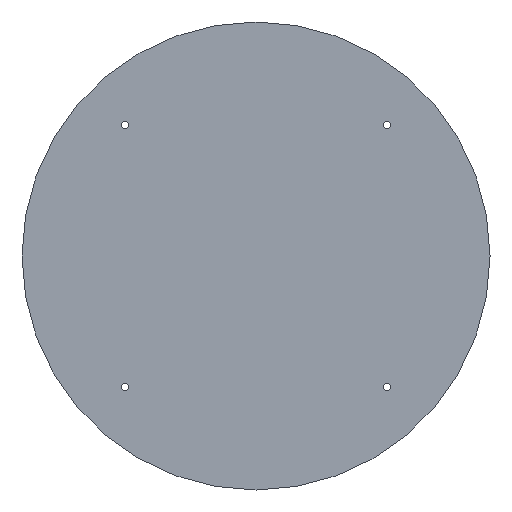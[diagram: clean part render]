
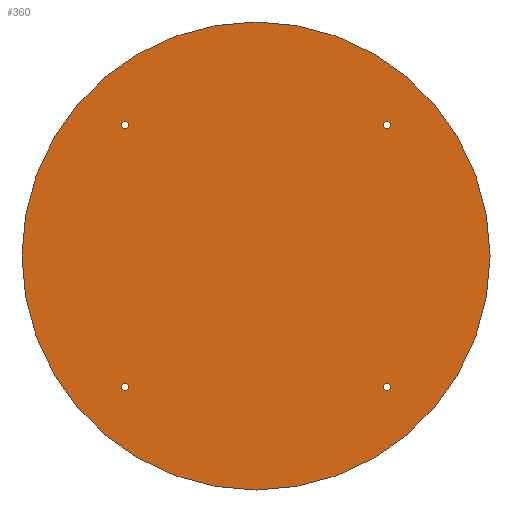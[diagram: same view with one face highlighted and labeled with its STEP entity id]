
A CAD part, front view. The second image highlights one B-rep face of the part: STEP entity #360.
In plain terms, the highlighted planar face has unit normal (0, -1, 0).
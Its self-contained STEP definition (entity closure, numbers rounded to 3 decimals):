
#11 = VERTEX_POINT ( 'NONE', #463 ) ;
#29 = CARTESIAN_POINT ( 'NONE',  ( 105., 0., -102. ) ) ;
#31 = EDGE_CURVE ( 'NONE', #878, #11, #231, .T. ) ;
#39 = DIRECTION ( 'NONE',  ( 0., 0., 1. ) ) ;
#47 = CARTESIAN_POINT ( 'NONE',  ( 105., 0., 108. ) ) ;
#75 = CARTESIAN_POINT ( 'NONE',  ( 105., 0., -108. ) ) ;
#84 = ORIENTED_EDGE ( 'NONE', *, *, #724, .T. ) ;
#110 = AXIS2_PLACEMENT_3D ( 'NONE', #204, #321, #337 ) ;
#119 = DIRECTION ( 'NONE',  ( 0., 1., 0. ) ) ;
#137 = EDGE_CURVE ( 'NONE', #957, #853, #1127, .T. ) ;
#138 = AXIS2_PLACEMENT_3D ( 'NONE', #1012, #119, #39 ) ;
#156 = VERTEX_POINT ( 'NONE', #474 ) ;
#158 = ORIENTED_EDGE ( 'NONE', *, *, #817, .T. ) ;
#165 = ORIENTED_EDGE ( 'NONE', *, *, #232, .T. ) ;
#170 = CARTESIAN_POINT ( 'NONE',  ( -105., 0., -102. ) ) ;
#175 = EDGE_LOOP ( 'NONE', ( #861, #1073 ) ) ;
#186 = DIRECTION ( 'NONE',  ( 0., 0., 1. ) ) ;
#204 = CARTESIAN_POINT ( 'NONE',  ( 105., 0., 105. ) ) ;
#209 = AXIS2_PLACEMENT_3D ( 'NONE', #233, #661, #900 ) ;
#210 = CARTESIAN_POINT ( 'NONE',  ( 0., 0., 0. ) ) ;
#222 = CIRCLE ( 'NONE', #394, 3. ) ;
#231 = CIRCLE ( 'NONE', #275, 187.5 ) ;
#232 = EDGE_CURVE ( 'NONE', #535, #709, #1146, .T. ) ;
#233 = CARTESIAN_POINT ( 'NONE',  ( 105., 0., 105. ) ) ;
#239 = CARTESIAN_POINT ( 'NONE',  ( -105., 0., 108. ) ) ;
#259 = CIRCLE ( 'NONE', #209, 3. ) ;
#262 = CARTESIAN_POINT ( 'NONE',  ( -105., 0., 102. ) ) ;
#264 = DIRECTION ( 'NONE',  ( 0., 1., 0. ) ) ;
#275 = AXIS2_PLACEMENT_3D ( 'NONE', #967, #457, #186 ) ;
#283 = CIRCLE ( 'NONE', #110, 3. ) ;
#302 = DIRECTION ( 'NONE',  ( 0., 1., 0. ) ) ;
#306 = FACE_BOUND ( 'NONE', #1113, .T. ) ;
#321 = DIRECTION ( 'NONE',  ( 0., 1., 0. ) ) ;
#323 = ORIENTED_EDGE ( 'NONE', *, *, #1024, .T. ) ;
#325 = CIRCLE ( 'NONE', #1145, 3. ) ;
#337 = DIRECTION ( 'NONE',  ( 0., 0., 1. ) ) ;
#359 = CARTESIAN_POINT ( 'NONE',  ( 0., 0., 187.5 ) ) ;
#360 = ADVANCED_FACE ( 'NONE', ( #745, #498, #1100, #306, #1086 ), #1000, .F. ) ;
#375 = CARTESIAN_POINT ( 'NONE',  ( -105., 0., -105. ) ) ;
#394 = AXIS2_PLACEMENT_3D ( 'NONE', #641, #1015, #744 ) ;
#405 = DIRECTION ( 'NONE',  ( 0., 0., 1. ) ) ;
#420 = EDGE_CURVE ( 'NONE', #853, #957, #325, .T. ) ;
#457 = DIRECTION ( 'NONE',  ( 0., 1., 0. ) ) ;
#463 = CARTESIAN_POINT ( 'NONE',  ( 0., 0., -187.5 ) ) ;
#466 = DIRECTION ( 'NONE',  ( 0., 0., 1. ) ) ;
#474 = CARTESIAN_POINT ( 'NONE',  ( 105., 0., 102. ) ) ;
#480 = DIRECTION ( 'NONE',  ( 0., 0., 1. ) ) ;
#494 = DIRECTION ( 'NONE',  ( 0., 1., 0. ) ) ;
#496 = DIRECTION ( 'NONE',  ( 0., 1., 0. ) ) ;
#498 = FACE_BOUND ( 'NONE', #849, .T. ) ;
#501 = CARTESIAN_POINT ( 'NONE',  ( 0., 0., 0. ) ) ;
#505 = EDGE_CURVE ( 'NONE', #709, #535, #1069, .T. ) ;
#507 = ORIENTED_EDGE ( 'NONE', *, *, #730, .T. ) ;
#509 = CARTESIAN_POINT ( 'NONE',  ( -105., 0., 105. ) ) ;
#535 = VERTEX_POINT ( 'NONE', #75 ) ;
#543 = CIRCLE ( 'NONE', #883, 3. ) ;
#560 = DIRECTION ( 'NONE',  ( 0., 0., 1. ) ) ;
#562 = DIRECTION ( 'NONE',  ( 0., 1., 0. ) ) ;
#584 = AXIS2_PLACEMENT_3D ( 'NONE', #1045, #494, #466 ) ;
#585 = EDGE_LOOP ( 'NONE', ( #697, #1047 ) ) ;
#619 = DIRECTION ( 'NONE',  ( 0., 0., 1. ) ) ;
#641 = CARTESIAN_POINT ( 'NONE',  ( -105., 0., -105. ) ) ;
#645 = CARTESIAN_POINT ( 'NONE',  ( -105., 0., -108. ) ) ;
#661 = DIRECTION ( 'NONE',  ( 0., 1., 0. ) ) ;
#678 = VERTEX_POINT ( 'NONE', #645 ) ;
#680 = DIRECTION ( 'NONE',  ( 0., 1., 0. ) ) ;
#697 = ORIENTED_EDGE ( 'NONE', *, *, #742, .F. ) ;
#709 = VERTEX_POINT ( 'NONE', #29 ) ;
#724 = EDGE_CURVE ( 'NONE', #891, #678, #222, .T. ) ;
#730 = EDGE_CURVE ( 'NONE', #777, #156, #259, .T. ) ;
#742 = EDGE_CURVE ( 'NONE', #11, #878, #749, .T. ) ;
#744 = DIRECTION ( 'NONE',  ( 0., 0., 1. ) ) ;
#745 = FACE_BOUND ( 'NONE', #175, .T. ) ;
#749 = CIRCLE ( 'NONE', #905, 187.5 ) ;
#758 = EDGE_LOOP ( 'NONE', ( #806, #165 ) ) ;
#774 = AXIS2_PLACEMENT_3D ( 'NONE', #798, #264, #619 ) ;
#777 = VERTEX_POINT ( 'NONE', #47 ) ;
#798 = CARTESIAN_POINT ( 'NONE',  ( -105., 0., 105. ) ) ;
#806 = ORIENTED_EDGE ( 'NONE', *, *, #505, .T. ) ;
#817 = EDGE_CURVE ( 'NONE', #156, #777, #283, .T. ) ;
#849 = EDGE_LOOP ( 'NONE', ( #507, #158 ) ) ;
#853 = VERTEX_POINT ( 'NONE', #239 ) ;
#861 = ORIENTED_EDGE ( 'NONE', *, *, #420, .T. ) ;
#878 = VERTEX_POINT ( 'NONE', #359 ) ;
#883 = AXIS2_PLACEMENT_3D ( 'NONE', #375, #302, #560 ) ;
#891 = VERTEX_POINT ( 'NONE', #170 ) ;
#900 = DIRECTION ( 'NONE',  ( 0., 0., 1. ) ) ;
#905 = AXIS2_PLACEMENT_3D ( 'NONE', #501, #496, #991 ) ;
#957 = VERTEX_POINT ( 'NONE', #262 ) ;
#967 = CARTESIAN_POINT ( 'NONE',  ( 0., 0., 0. ) ) ;
#976 = AXIS2_PLACEMENT_3D ( 'NONE', #210, #562, #480 ) ;
#991 = DIRECTION ( 'NONE',  ( 0., 0., 1. ) ) ;
#1000 = PLANE ( 'NONE',  #976 ) ;
#1012 = CARTESIAN_POINT ( 'NONE',  ( 105., 0., -105. ) ) ;
#1015 = DIRECTION ( 'NONE',  ( 0., 1., 0. ) ) ;
#1024 = EDGE_CURVE ( 'NONE', #678, #891, #543, .T. ) ;
#1045 = CARTESIAN_POINT ( 'NONE',  ( 105., 0., -105. ) ) ;
#1047 = ORIENTED_EDGE ( 'NONE', *, *, #31, .F. ) ;
#1069 = CIRCLE ( 'NONE', #584, 3. ) ;
#1073 = ORIENTED_EDGE ( 'NONE', *, *, #137, .T. ) ;
#1086 = FACE_OUTER_BOUND ( 'NONE', #585, .T. ) ;
#1100 = FACE_BOUND ( 'NONE', #758, .T. ) ;
#1113 = EDGE_LOOP ( 'NONE', ( #84, #323 ) ) ;
#1127 = CIRCLE ( 'NONE', #774, 3. ) ;
#1145 = AXIS2_PLACEMENT_3D ( 'NONE', #509, #680, #405 ) ;
#1146 = CIRCLE ( 'NONE', #138, 3. ) ;
